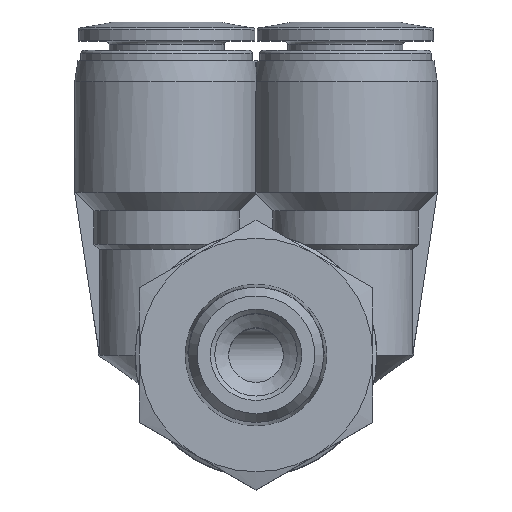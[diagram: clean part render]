
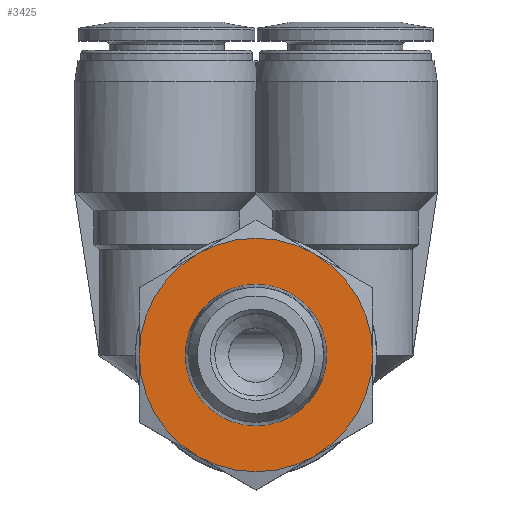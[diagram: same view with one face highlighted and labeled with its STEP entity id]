
A CAD part, top view. The second image highlights one B-rep face of the part: STEP entity #3425.
In plain terms, the highlighted planar face has unit normal (0, 0, 1).
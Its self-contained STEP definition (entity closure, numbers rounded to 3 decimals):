
#230=PLANE('',#3659);
#404=CIRCLE('',#3648,6.73);
#405=CIRCLE('',#3650,11.11);
#406=CIRCLE('',#3652,11.11);
#407=CIRCLE('',#3654,11.11);
#408=CIRCLE('',#3656,11.11);
#409=CIRCLE('',#3658,11.11);
#410=CIRCLE('',#3660,11.11);
#729=ORIENTED_EDGE('',*,*,#1289,.F.);
#730=ORIENTED_EDGE('',*,*,#1288,.F.);
#731=ORIENTED_EDGE('',*,*,#1287,.F.);
#732=ORIENTED_EDGE('',*,*,#1290,.F.);
#733=ORIENTED_EDGE('',*,*,#1286,.F.);
#734=ORIENTED_EDGE('',*,*,#1285,.F.);
#735=ORIENTED_EDGE('',*,*,#1284,.F.);
#1284=EDGE_CURVE('',#1564,#1564,#404,.T.);
#1285=EDGE_CURVE('',#1555,#1557,#405,.T.);
#1286=EDGE_CURVE('',#1557,#1559,#406,.T.);
#1287=EDGE_CURVE('',#1560,#1551,#407,.T.);
#1288=EDGE_CURVE('',#1551,#1553,#408,.T.);
#1289=EDGE_CURVE('',#1553,#1555,#409,.T.);
#1290=EDGE_CURVE('',#1559,#1560,#410,.T.);
#1551=VERTEX_POINT('',#5146);
#1553=VERTEX_POINT('',#5158);
#1555=VERTEX_POINT('',#5170);
#1557=VERTEX_POINT('',#5182);
#1559=VERTEX_POINT('',#5194);
#1560=VERTEX_POINT('',#5204);
#1564=VERTEX_POINT('',#5219);
#1743=EDGE_LOOP('',(#729,#730,#731,#732,#733,#734));
#1744=EDGE_LOOP('',(#735));
#1989=FACE_BOUND('',#1743,.T.);
#1990=FACE_BOUND('',#1744,.T.);
#3425=ADVANCED_FACE('',(#1989,#1990),#230,.F.);
#3648=AXIS2_PLACEMENT_3D('',#5218,#4100,#4101);
#3650=AXIS2_PLACEMENT_3D('',#5221,#4104,#4105);
#3652=AXIS2_PLACEMENT_3D('',#5223,#4108,#4109);
#3654=AXIS2_PLACEMENT_3D('',#5225,#4112,#4113);
#3656=AXIS2_PLACEMENT_3D('',#5227,#4116,#4117);
#3658=AXIS2_PLACEMENT_3D('',#5229,#4120,#4121);
#3659=AXIS2_PLACEMENT_3D('',#5230,#4122,#4123);
#3660=AXIS2_PLACEMENT_3D('',#5231,#4124,#4125);
#4100=DIRECTION('',(0.,0.,1.));
#4101=DIRECTION('',(1.,0.,0.));
#4104=DIRECTION('',(0.,0.,-1.));
#4105=DIRECTION('',(-1.,0.,0.));
#4108=DIRECTION('',(0.,0.,-1.));
#4109=DIRECTION('',(-1.,0.,0.));
#4112=DIRECTION('',(0.,0.,-1.));
#4113=DIRECTION('',(-1.,0.,0.));
#4116=DIRECTION('',(0.,0.,-1.));
#4117=DIRECTION('',(-1.,0.,0.));
#4120=DIRECTION('',(0.,0.,-1.));
#4121=DIRECTION('',(-1.,0.,0.));
#4122=DIRECTION('',(0.,0.,-1.));
#4123=DIRECTION('',(-1.,0.,0.));
#4124=DIRECTION('',(0.,0.,-1.));
#4125=DIRECTION('',(-1.,0.,0.));
#5146=CARTESIAN_POINT('',(-11.11,0.,0.));
#5158=CARTESIAN_POINT('',(-5.555,9.622,0.));
#5170=CARTESIAN_POINT('',(5.555,9.622,0.));
#5182=CARTESIAN_POINT('',(11.11,0.,0.));
#5194=CARTESIAN_POINT('',(5.555,-9.622,0.));
#5204=CARTESIAN_POINT('',(-5.555,-9.622,0.));
#5218=CARTESIAN_POINT('',(0.,0.,0.));
#5219=CARTESIAN_POINT('',(6.73,0.,0.));
#5221=CARTESIAN_POINT('',(0.,0.,0.));
#5223=CARTESIAN_POINT('',(0.,0.,0.));
#5225=CARTESIAN_POINT('',(0.,0.,0.));
#5227=CARTESIAN_POINT('',(0.,0.,0.));
#5229=CARTESIAN_POINT('',(0.,0.,0.));
#5230=CARTESIAN_POINT('',(0.,0.,0.));
#5231=CARTESIAN_POINT('',(0.,0.,0.));
